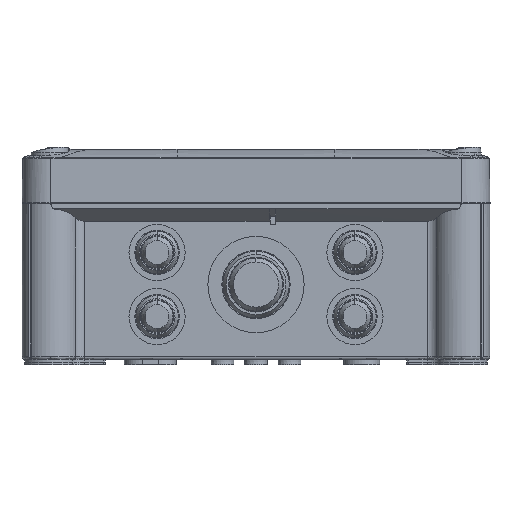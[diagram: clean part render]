
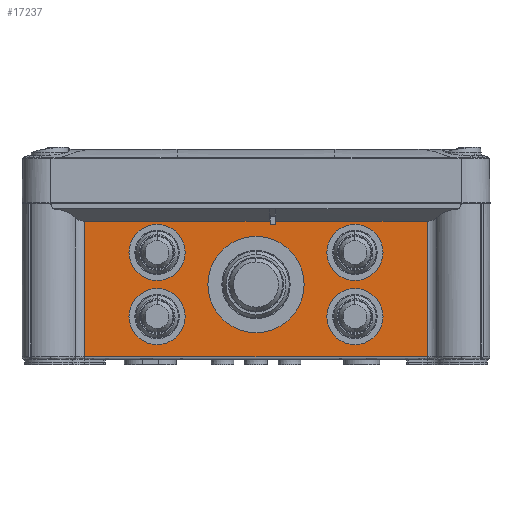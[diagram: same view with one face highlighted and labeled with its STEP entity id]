
A CAD part, front view. The second image highlights one B-rep face of the part: STEP entity #17237.
In plain terms, the highlighted planar face has unit normal (0, -1, 0).
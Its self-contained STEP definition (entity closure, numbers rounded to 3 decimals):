
#17073=AXIS2_PLACEMENT_3D('Plane Axis2P3D',#17070,#17071,#17072) ;
#17149=AXIS2_PLACEMENT_3D('Circle Axis2P3D',#17147,#17148,$) ;
#17158=AXIS2_PLACEMENT_3D('Circle Axis2P3D',#17156,#17157,$) ;
#17167=AXIS2_PLACEMENT_3D('Circle Axis2P3D',#17165,#17166,$) ;
#17176=AXIS2_PLACEMENT_3D('Circle Axis2P3D',#17174,#17175,$) ;
#17185=AXIS2_PLACEMENT_3D('Circle Axis2P3D',#17183,#17184,$) ;
#17194=AXIS2_PLACEMENT_3D('Circle Axis2P3D',#17192,#17193,$) ;
#17203=AXIS2_PLACEMENT_3D('Circle Axis2P3D',#17201,#17202,$) ;
#17212=AXIS2_PLACEMENT_3D('Circle Axis2P3D',#17210,#17211,$) ;
#17221=AXIS2_PLACEMENT_3D('Circle Axis2P3D',#17219,#17220,$) ;
#17230=AXIS2_PLACEMENT_3D('Circle Axis2P3D',#17228,#17229,$) ;
#17070=CARTESIAN_POINT('Axis2P3D Location',(0.,-57.,0.)) ;
#17075=CARTESIAN_POINT('Line Origine',(-64.039,-57.,-31.959)) ;
#17079=CARTESIAN_POINT('Vertex',(-64.039,-57.,-57.3)) ;
#17081=CARTESIAN_POINT('Vertex',(-64.039,-57.,-6.619)) ;
#17084=CARTESIAN_POINT('Line Origine',(0.,-57.,-57.3)) ;
#17088=CARTESIAN_POINT('Vertex',(64.039,-57.,-57.3)) ;
#17091=CARTESIAN_POINT('Line Origine',(64.039,-57.,-31.959)) ;
#17095=CARTESIAN_POINT('Vertex',(64.039,-57.,-6.619)) ;
#17099=CARTESIAN_POINT('Control Point',(64.039,-57.,-6.619)) ;
#17100=CARTESIAN_POINT('Control Point',(52.681,-57.,-6.619)) ;
#17101=CARTESIAN_POINT('Control Point',(41.323,-57.,-6.619)) ;
#17102=CARTESIAN_POINT('Control Point',(29.966,-57.,-6.619)) ;
#17103=CARTESIAN_POINT('Control Point',(18.608,-57.,-6.619)) ;
#17104=CARTESIAN_POINT('Control Point',(7.25,-57.,-6.619)) ;
#17105=CARTESIAN_POINT('Vertex',(7.25,-57.,-6.619)) ;
#17108=CARTESIAN_POINT('Line Origine',(7.25,-57.,-7.309)) ;
#17112=CARTESIAN_POINT('Vertex',(7.25,-57.,-8.)) ;
#17115=CARTESIAN_POINT('Line Origine',(6.25,-57.,-8.)) ;
#17119=CARTESIAN_POINT('Vertex',(5.25,-57.,-8.)) ;
#17122=CARTESIAN_POINT('Line Origine',(5.25,-57.,-7.309)) ;
#17126=CARTESIAN_POINT('Vertex',(5.25,-57.,-6.619)) ;
#17130=CARTESIAN_POINT('Control Point',(5.25,-57.,-6.619)) ;
#17131=CARTESIAN_POINT('Control Point',(-8.608,-57.,-6.619)) ;
#17132=CARTESIAN_POINT('Control Point',(-22.466,-57.,-6.619)) ;
#17133=CARTESIAN_POINT('Control Point',(-36.323,-57.,-6.619)) ;
#17134=CARTESIAN_POINT('Control Point',(-50.181,-57.,-6.619)) ;
#17135=CARTESIAN_POINT('Control Point',(-64.039,-57.,-6.619)) ;
#17147=CARTESIAN_POINT('Axis2P3D Location',(-37.,-57.,-18.3)) ;
#17151=CARTESIAN_POINT('Vertex',(-26.5,-57.,-18.3)) ;
#17153=CARTESIAN_POINT('Vertex',(-47.5,-57.,-18.3)) ;
#17156=CARTESIAN_POINT('Axis2P3D Location',(-37.,-57.,-18.3)) ;
#17165=CARTESIAN_POINT('Axis2P3D Location',(-37.,-57.,-42.3)) ;
#17169=CARTESIAN_POINT('Vertex',(-26.5,-57.,-42.3)) ;
#17171=CARTESIAN_POINT('Vertex',(-47.5,-57.,-42.3)) ;
#17174=CARTESIAN_POINT('Axis2P3D Location',(-37.,-57.,-42.3)) ;
#17183=CARTESIAN_POINT('Axis2P3D Location',(37.,-57.,-18.3)) ;
#17187=CARTESIAN_POINT('Vertex',(47.5,-57.,-18.3)) ;
#17189=CARTESIAN_POINT('Vertex',(26.5,-57.,-18.3)) ;
#17192=CARTESIAN_POINT('Axis2P3D Location',(37.,-57.,-18.3)) ;
#17201=CARTESIAN_POINT('Axis2P3D Location',(37.,-57.,-42.3)) ;
#17205=CARTESIAN_POINT('Vertex',(47.5,-57.,-42.3)) ;
#17207=CARTESIAN_POINT('Vertex',(26.5,-57.,-42.3)) ;
#17210=CARTESIAN_POINT('Axis2P3D Location',(37.,-57.,-42.3)) ;
#17219=CARTESIAN_POINT('Axis2P3D Location',(0.,-57.,-30.3)) ;
#17223=CARTESIAN_POINT('Vertex',(18.,-57.,-30.3)) ;
#17225=CARTESIAN_POINT('Vertex',(-18.,-57.,-30.3)) ;
#17228=CARTESIAN_POINT('Axis2P3D Location',(0.,-57.,-30.3)) ;
#17071=DIRECTION('Axis2P3D Direction',(0.,1.,0.)) ;
#17072=DIRECTION('Axis2P3D XDirection',(0.,0.,1.)) ;
#17076=DIRECTION('Vector Direction',(0.,0.,1.)) ;
#17085=DIRECTION('Vector Direction',(1.,0.,0.)) ;
#17092=DIRECTION('Vector Direction',(0.,0.,-1.)) ;
#17109=DIRECTION('Vector Direction',(0.,0.,1.)) ;
#17116=DIRECTION('Vector Direction',(-1.,0.,0.)) ;
#17123=DIRECTION('Vector Direction',(0.,0.,-1.)) ;
#17148=DIRECTION('Axis2P3D Direction',(0.,1.,0.)) ;
#17157=DIRECTION('Axis2P3D Direction',(0.,1.,0.)) ;
#17166=DIRECTION('Axis2P3D Direction',(0.,1.,0.)) ;
#17175=DIRECTION('Axis2P3D Direction',(0.,1.,0.)) ;
#17184=DIRECTION('Axis2P3D Direction',(0.,1.,0.)) ;
#17193=DIRECTION('Axis2P3D Direction',(0.,1.,0.)) ;
#17202=DIRECTION('Axis2P3D Direction',(0.,1.,0.)) ;
#17211=DIRECTION('Axis2P3D Direction',(0.,1.,0.)) ;
#17220=DIRECTION('Axis2P3D Direction',(0.,1.,0.)) ;
#17229=DIRECTION('Axis2P3D Direction',(0.,1.,0.)) ;
#17077=VECTOR('Line Direction',#17076,1.) ;
#17086=VECTOR('Line Direction',#17085,1.) ;
#17093=VECTOR('Line Direction',#17092,1.) ;
#17110=VECTOR('Line Direction',#17109,1.) ;
#17117=VECTOR('Line Direction',#17116,1.) ;
#17124=VECTOR('Line Direction',#17123,1.) ;
#17138=ORIENTED_EDGE('',*,*,#17083,.F.) ;
#17139=ORIENTED_EDGE('',*,*,#17090,.T.) ;
#17140=ORIENTED_EDGE('',*,*,#17097,.F.) ;
#17141=ORIENTED_EDGE('',*,*,#17107,.T.) ;
#17142=ORIENTED_EDGE('',*,*,#17114,.F.) ;
#17143=ORIENTED_EDGE('',*,*,#17121,.T.) ;
#17144=ORIENTED_EDGE('',*,*,#17128,.F.) ;
#17145=ORIENTED_EDGE('',*,*,#17136,.T.) ;
#17162=ORIENTED_EDGE('',*,*,#17155,.T.) ;
#17163=ORIENTED_EDGE('',*,*,#17160,.T.) ;
#17180=ORIENTED_EDGE('',*,*,#17173,.T.) ;
#17181=ORIENTED_EDGE('',*,*,#17178,.T.) ;
#17198=ORIENTED_EDGE('',*,*,#17191,.T.) ;
#17199=ORIENTED_EDGE('',*,*,#17196,.T.) ;
#17216=ORIENTED_EDGE('',*,*,#17209,.T.) ;
#17217=ORIENTED_EDGE('',*,*,#17214,.T.) ;
#17234=ORIENTED_EDGE('',*,*,#17227,.T.) ;
#17235=ORIENTED_EDGE('',*,*,#17232,.T.) ;
#17164=FACE_BOUND('',#17161,.T.) ;
#17182=FACE_BOUND('',#17179,.T.) ;
#17200=FACE_BOUND('',#17197,.T.) ;
#17218=FACE_BOUND('',#17215,.T.) ;
#17236=FACE_BOUND('',#17233,.T.) ;
#17237=ADVANCED_FACE('Part4.1\\Corps principal ( *SOL9586 - wsp *MASTER -  )',(#17146,#17164,#17182,#17200,#17218,#17236),#17074,.F.) ;
#17098=B_SPLINE_CURVE_WITH_KNOTS('',5,(#17099,#17100,#17101,#17102,#17103,#17104),.UNSPECIFIED.,.F.,.U.,(6,6),(0.,56.788),.UNSPECIFIED.) ;
#17129=B_SPLINE_CURVE_WITH_KNOTS('',5,(#17130,#17131,#17132,#17133,#17134,#17135),.UNSPECIFIED.,.F.,.U.,(6,6),(0.,69.288),.UNSPECIFIED.) ;
#17150=CIRCLE('generated circle',#17149,10.5) ;
#17159=CIRCLE('generated circle',#17158,10.5) ;
#17168=CIRCLE('generated circle',#17167,10.5) ;
#17177=CIRCLE('generated circle',#17176,10.5) ;
#17186=CIRCLE('generated circle',#17185,10.5) ;
#17195=CIRCLE('generated circle',#17194,10.5) ;
#17204=CIRCLE('generated circle',#17203,10.5) ;
#17213=CIRCLE('generated circle',#17212,10.5) ;
#17222=CIRCLE('generated circle',#17221,18.) ;
#17231=CIRCLE('generated circle',#17230,18.) ;
#17083=EDGE_CURVE('',#17080,#17082,#17078,.T.) ;
#17090=EDGE_CURVE('',#17080,#17089,#17087,.T.) ;
#17097=EDGE_CURVE('',#17096,#17089,#17094,.T.) ;
#17107=EDGE_CURVE('',#17096,#17106,#17098,.T.) ;
#17114=EDGE_CURVE('',#17113,#17106,#17111,.T.) ;
#17121=EDGE_CURVE('',#17113,#17120,#17118,.T.) ;
#17128=EDGE_CURVE('',#17127,#17120,#17125,.T.) ;
#17136=EDGE_CURVE('',#17127,#17082,#17129,.T.) ;
#17155=EDGE_CURVE('',#17152,#17154,#17150,.T.) ;
#17160=EDGE_CURVE('',#17154,#17152,#17159,.T.) ;
#17173=EDGE_CURVE('',#17170,#17172,#17168,.T.) ;
#17178=EDGE_CURVE('',#17172,#17170,#17177,.T.) ;
#17191=EDGE_CURVE('',#17188,#17190,#17186,.T.) ;
#17196=EDGE_CURVE('',#17190,#17188,#17195,.T.) ;
#17209=EDGE_CURVE('',#17206,#17208,#17204,.T.) ;
#17214=EDGE_CURVE('',#17208,#17206,#17213,.T.) ;
#17227=EDGE_CURVE('',#17224,#17226,#17222,.T.) ;
#17232=EDGE_CURVE('',#17226,#17224,#17231,.T.) ;
#17137=EDGE_LOOP('',(#17138,#17139,#17140,#17141,#17142,#17143,#17144,#17145)) ;
#17161=EDGE_LOOP('',(#17162,#17163)) ;
#17179=EDGE_LOOP('',(#17180,#17181)) ;
#17197=EDGE_LOOP('',(#17198,#17199)) ;
#17215=EDGE_LOOP('',(#17216,#17217)) ;
#17233=EDGE_LOOP('',(#17234,#17235)) ;
#17146=FACE_OUTER_BOUND('',#17137,.T.) ;
#17078=LINE('Line',#17075,#17077) ;
#17087=LINE('Line',#17084,#17086) ;
#17094=LINE('Line',#17091,#17093) ;
#17111=LINE('Line',#17108,#17110) ;
#17118=LINE('Line',#17115,#17117) ;
#17125=LINE('Line',#17122,#17124) ;
#17074=PLANE('',#17073) ;
#17080=VERTEX_POINT('',#17079) ;
#17082=VERTEX_POINT('',#17081) ;
#17089=VERTEX_POINT('',#17088) ;
#17096=VERTEX_POINT('',#17095) ;
#17106=VERTEX_POINT('',#17105) ;
#17113=VERTEX_POINT('',#17112) ;
#17120=VERTEX_POINT('',#17119) ;
#17127=VERTEX_POINT('',#17126) ;
#17152=VERTEX_POINT('',#17151) ;
#17154=VERTEX_POINT('',#17153) ;
#17170=VERTEX_POINT('',#17169) ;
#17172=VERTEX_POINT('',#17171) ;
#17188=VERTEX_POINT('',#17187) ;
#17190=VERTEX_POINT('',#17189) ;
#17206=VERTEX_POINT('',#17205) ;
#17208=VERTEX_POINT('',#17207) ;
#17224=VERTEX_POINT('',#17223) ;
#17226=VERTEX_POINT('',#17225) ;
